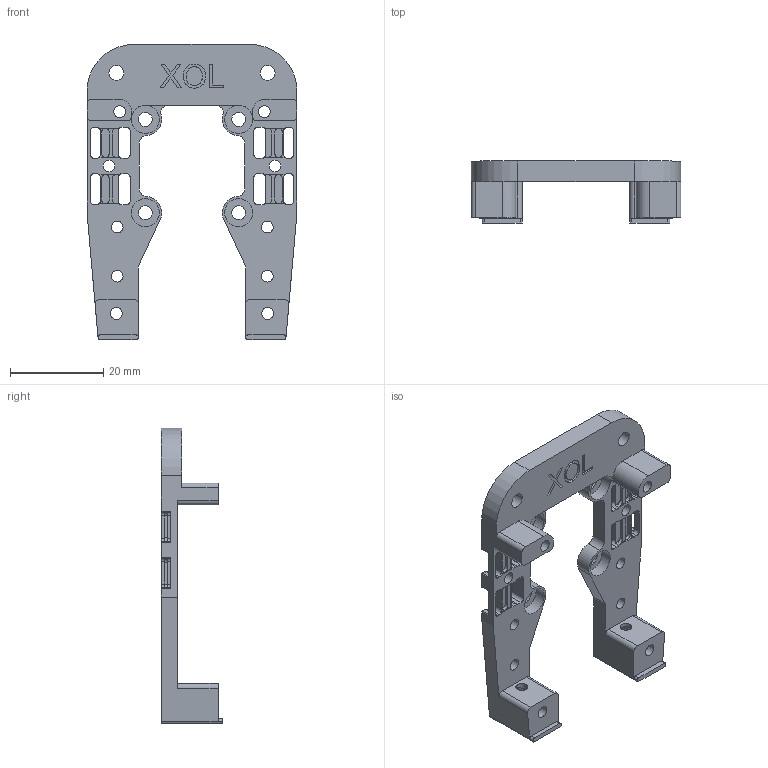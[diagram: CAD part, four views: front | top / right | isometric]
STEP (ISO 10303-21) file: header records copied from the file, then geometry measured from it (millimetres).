
FILE_DESCRIPTION(/* description */ (''),/* implementation_level */ '2;1');
FILE_NAME(/* name */ 'Lightweight X Carriage XOL v11.step',/* time_stamp */ '2024-02-07T09:59:28+02:00',/* author */ (''),/* organization */ (''),/* preprocessor_version */ 'ST-DEVELOPER v20',/* originating_system */ 'Autodesk Translation Framework v12.20.1.177',/* authorisation */ '');
FILE_SCHEMA (('AUTOMOTIVE_DESIGN { 1 0 10303 214 3 1 1 }'));
Length unit declared in the file: millimetre
Products named in the file (1): Lightweight X Carriage XOL
Bounding box: 45 x 13.2 x 63.3 mm (x, y, z)
Volume: 7038.4 mm3; surface area: 6780.2 mm2
Topology: 1 solids, 1 shells, 363 faces, 1091 edges, 724 vertices
Faces by surface type: plane 191, cylinder 146, bspline 26
Full cylindrical faces by diameter (mm): 2.529 x14, 3 x4, 3.2 x2, 4.5 x2, 6 x4
Entity records: 13186 total; most frequent: CARTESIAN_POINT 3077, ORIENTED_EDGE 2182, DIRECTION 2067, EDGE_CURVE 1091, VERTEX_POINT 724, AXIS2_PLACEMENT_3D 698, LINE 671, VECTOR 671
